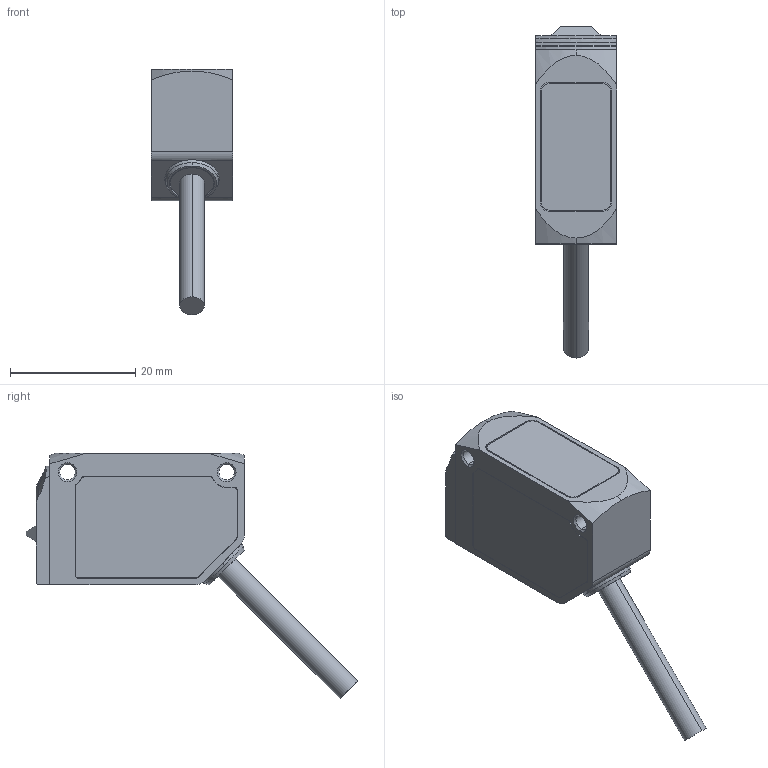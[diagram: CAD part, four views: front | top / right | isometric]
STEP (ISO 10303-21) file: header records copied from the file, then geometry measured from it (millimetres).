
FILE_DESCRIPTION (( 'STEP AP214' ), '1' );
FILE_NAME ('FMRE-00-0E.step', '2018-04-17T19:21:50', ( '' ), ( '' ), 'SwSTEP 2.0', 'SolidWorks 2017', '' );
FILE_SCHEMA (( 'AUTOMOTIVE_DESIGN' ));
Length unit declared in the file: inch
Products named in the file (1): FMRE-00-0E
Bounding box: 13 x 52.94 x 39.14 mm (x, y, z)
Volume: 8870.5 mm3; surface area: 3443.2 mm2
Topology: 1 solids, 1 shells, 104 faces, 272 edges, 178 vertices
Faces by surface type: plane 44, cylinder 39, cone 11, bspline 10
Entity records: 3502 total; most frequent: CARTESIAN_POINT 890, ORIENTED_EDGE 544, DIRECTION 538, EDGE_CURVE 272, AXIS2_PLACEMENT_3D 196, VERTEX_POINT 178, VECTOR 146, LINE 146
